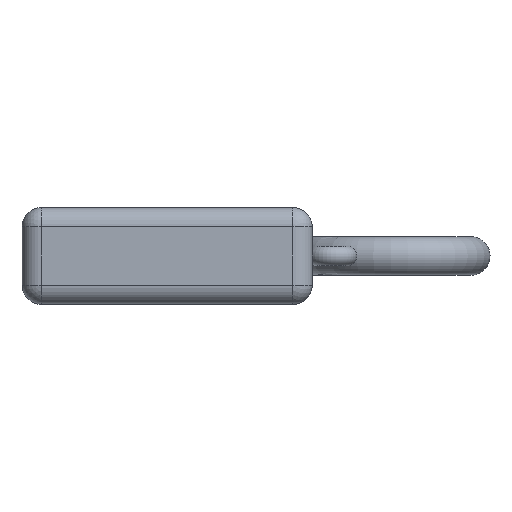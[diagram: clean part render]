
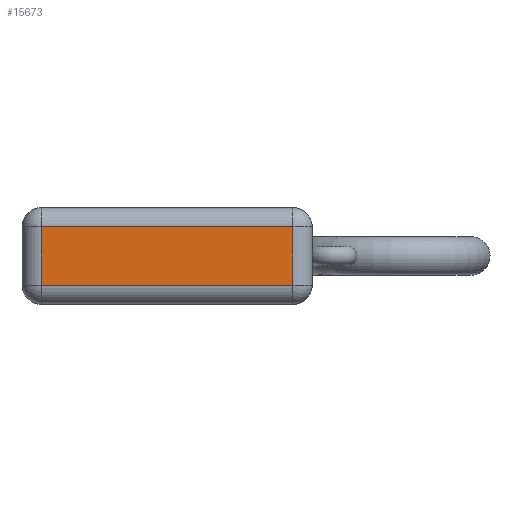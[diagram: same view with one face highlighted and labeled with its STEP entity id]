
A CAD part, front view. The second image highlights one B-rep face of the part: STEP entity #15673.
In plain terms, the highlighted planar face has unit normal (0, -1, 0).
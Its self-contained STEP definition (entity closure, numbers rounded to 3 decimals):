
#629=PLANE('',#16638);
#1191=LINE('',#22689,#2499);
#1193=LINE('',#22692,#2501);
#1200=LINE('',#22717,#2508);
#1201=LINE('',#22719,#2509);
#2499=VECTOR('',#17376,10.);
#2501=VECTOR('',#17380,10.);
#2508=VECTOR('',#17415,10.);
#2509=VECTOR('',#17418,10.);
#3624=FACE_OUTER_BOUND('',#4569,.T.);
#4569=EDGE_LOOP('',(#11551,#11552,#11553,#11554));
#7295=VERTEX_POINT('',#22667);
#7297=VERTEX_POINT('',#22673);
#7298=VERTEX_POINT('',#22677);
#7300=VERTEX_POINT('',#22685);
#8969=EDGE_CURVE('',#7298,#7300,#1191,.T.);
#8971=EDGE_CURVE('',#7300,#7297,#1193,.T.);
#8984=EDGE_CURVE('',#7295,#7298,#1200,.T.);
#8985=EDGE_CURVE('',#7297,#7295,#1201,.T.);
#11551=ORIENTED_EDGE('',*,*,#8969,.F.);
#11552=ORIENTED_EDGE('',*,*,#8984,.F.);
#11553=ORIENTED_EDGE('',*,*,#8985,.F.);
#11554=ORIENTED_EDGE('',*,*,#8971,.F.);
#15673=ADVANCED_FACE('',(#3624),#629,.T.);
#16638=AXIS2_PLACEMENT_3D('',#22720,#17419,#17420);
#17376=DIRECTION('',(-1.,0.,0.));
#17380=DIRECTION('',(0.,0.,1.));
#17415=DIRECTION('',(0.,0.,-1.));
#17418=DIRECTION('',(1.,0.,0.));
#17419=DIRECTION('center_axis',(0.,-1.,0.));
#17420=DIRECTION('ref_axis',(1.,0.,0.));
#22667=CARTESIAN_POINT('',(13.,0.,8.));
#22673=CARTESIAN_POINT('',(-13.,0.,8.));
#22677=CARTESIAN_POINT('',(13.,0.,2.));
#22685=CARTESIAN_POINT('',(-13.,0.,2.));
#22689=CARTESIAN_POINT('',(-7.5,0.,2.));
#22692=CARTESIAN_POINT('',(-13.,0.,0.));
#22717=CARTESIAN_POINT('',(13.,0.,0.));
#22719=CARTESIAN_POINT('',(-7.5,0.,8.));
#22720=CARTESIAN_POINT('Origin',(-15.,0.,0.));
